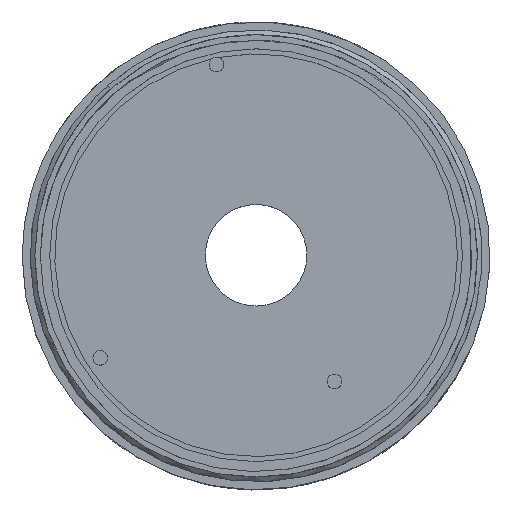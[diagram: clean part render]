
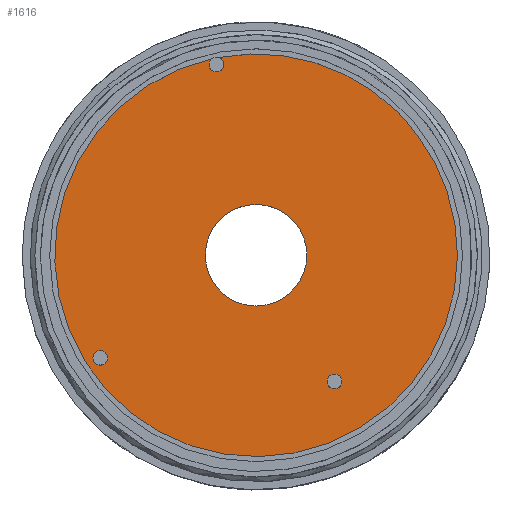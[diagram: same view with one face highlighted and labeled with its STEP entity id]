
A CAD part, top view. The second image highlights one B-rep face of the part: STEP entity #1616.
In plain terms, the highlighted planar face has unit normal (0, 0, 1).
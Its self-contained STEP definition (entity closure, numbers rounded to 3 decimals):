
#664=CARTESIAN_POINT('',(206.732,-73.112,0.1));
#665=VERTEX_POINT('',#664);
#672=CARTESIAN_POINT('',(206.106,-72.281,0.1));
#673=VERTEX_POINT('',#672);
#674=CARTESIAN_POINT('',(205.867,-73.112,0.1));
#675=DIRECTION('',(-0.,-0.,-1.));
#676=DIRECTION('',(1.,0.,-0.));
#677=AXIS2_PLACEMENT_3D('',#674,#675,#676);
#678=CIRCLE('',#677,0.865);
#679=EDGE_CURVE('',#673,#665,#678,.T.);
#698=CARTESIAN_POINT('',(205.317,-72.445,0.1));
#699=VERTEX_POINT('',#698);
#706=CARTESIAN_POINT('',(205.867,-73.112,0.1));
#707=DIRECTION('',(-0.,-0.,-1.));
#708=DIRECTION('',(1.,0.,-0.));
#709=AXIS2_PLACEMENT_3D('',#706,#707,#708);
#710=CIRCLE('',#709,0.865);
#711=EDGE_CURVE('',#665,#699,#710,.T.);
#1558=CARTESIAN_POINT('',(0.,-66.,0.1));
#1559=DIRECTION('',(0.,0.,1.));
#1560=DIRECTION('',(0.,-1.,0.));
#1561=AXIS2_PLACEMENT_3D('',#1558,#1559,#1560);
#1562=PLANE('',#1561);
#1563=CARTESIAN_POINT('',(216.566,-95.659,0.1));
#1564=VERTEX_POINT('',#1563);
#1565=CARTESIAN_POINT('',(210.566,-95.659,0.1));
#1566=DIRECTION('',(0.,0.,1.));
#1567=DIRECTION('',(1.,0.,-0.));
#1568=AXIS2_PLACEMENT_3D('',#1565,#1566,#1567);
#1569=CIRCLE('',#1568,6.);
#1570=EDGE_CURVE('',#1564,#1564,#1569,.T.);
#1571=ORIENTED_EDGE('',*,*,#1570,.F.);
#1572=EDGE_LOOP('',(#1571));
#1573=FACE_BOUND('',#1572,.T.);
#1574=CARTESIAN_POINT('',(234.366,-95.659,0.1));
#1575=VERTEX_POINT('',#1574);
#1576=CARTESIAN_POINT('',(210.566,-95.659,0.1));
#1577=DIRECTION('',(0.,0.,1.));
#1578=DIRECTION('',(1.,0.,-0.));
#1579=AXIS2_PLACEMENT_3D('',#1576,#1577,#1578);
#1580=CIRCLE('',#1579,23.8);
#1581=EDGE_CURVE('',#699,#1575,#1580,.T.);
#1582=ORIENTED_EDGE('',*,*,#1581,.T.);
#1583=CARTESIAN_POINT('',(210.566,-95.659,0.1));
#1584=DIRECTION('',(0.,0.,1.));
#1585=DIRECTION('',(1.,0.,-0.));
#1586=AXIS2_PLACEMENT_3D('',#1583,#1584,#1585);
#1587=CIRCLE('',#1586,23.8);
#1588=EDGE_CURVE('',#1575,#673,#1587,.T.);
#1589=ORIENTED_EDGE('',*,*,#1588,.T.);
#1590=ORIENTED_EDGE('',*,*,#679,.T.);
#1591=ORIENTED_EDGE('',*,*,#711,.T.);
#1592=EDGE_LOOP('',(#1582,#1589,#1590,#1591));
#1593=FACE_BOUND('',#1592,.T.);
#1594=CARTESIAN_POINT('',(220.702,-110.577,0.1));
#1595=VERTEX_POINT('',#1594);
#1596=CARTESIAN_POINT('',(219.837,-110.577,0.1));
#1597=DIRECTION('',(0.,0.,1.));
#1598=DIRECTION('',(1.,0.,-0.));
#1599=AXIS2_PLACEMENT_3D('',#1596,#1597,#1598);
#1600=CIRCLE('',#1599,0.865);
#1601=EDGE_CURVE('',#1595,#1595,#1600,.T.);
#1602=ORIENTED_EDGE('',*,*,#1601,.F.);
#1603=EDGE_LOOP('',(#1602));
#1604=FACE_BOUND('',#1603,.T.);
#1605=CARTESIAN_POINT('',(193.016,-107.783,0.1));
#1606=VERTEX_POINT('',#1605);
#1607=CARTESIAN_POINT('',(192.151,-107.783,0.1));
#1608=DIRECTION('',(0.,0.,1.));
#1609=DIRECTION('',(1.,0.,-0.));
#1610=AXIS2_PLACEMENT_3D('',#1607,#1608,#1609);
#1611=CIRCLE('',#1610,0.865);
#1612=EDGE_CURVE('',#1606,#1606,#1611,.T.);
#1613=ORIENTED_EDGE('',*,*,#1612,.F.);
#1614=EDGE_LOOP('',(#1613));
#1615=FACE_BOUND('',#1614,.T.);
#1616=ADVANCED_FACE('',(#1573,#1593,#1604,#1615),#1562,.T.);
